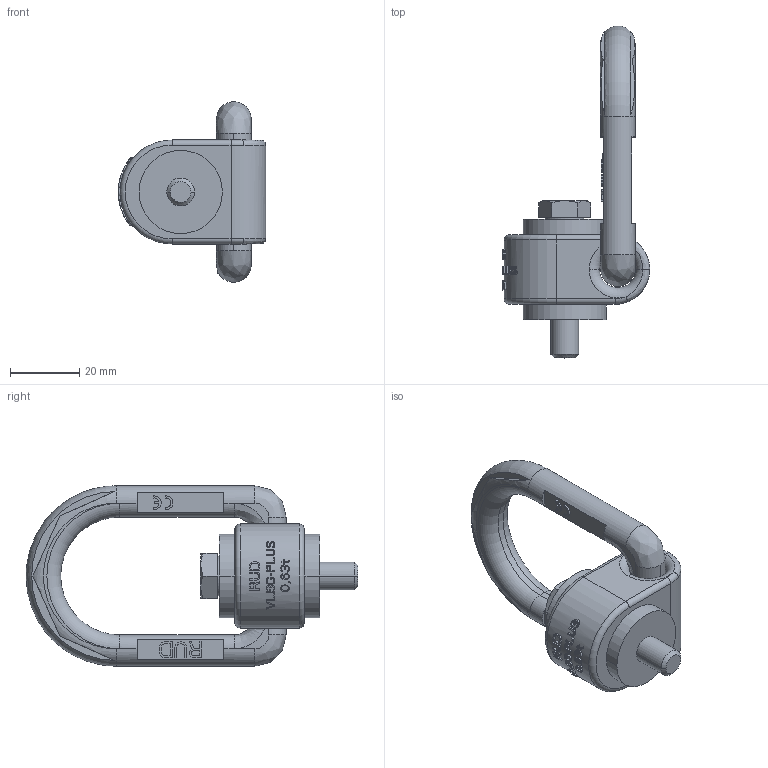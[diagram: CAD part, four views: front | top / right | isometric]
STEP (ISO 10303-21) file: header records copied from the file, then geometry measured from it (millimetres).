
FILE_DESCRIPTION((''),'2;1');
FILE_NAME('001-M35328-P-1_ASM','2019-02-06T',('anja.joas'),(''),'PRO/ENGINEER BY PARAMETRIC TECHNOLOGY CORPORATION, 2011490','PRO/ENGINEER BY PARAMETRIC TECHNOLOGY CORPORATION, 2011490','');
FILE_SCHEMA(('CONFIG_CONTROL_DESIGN'));
Length unit declared in the file: millimetre
Products named in the file (4): 001-M35328-P-1; 001-M35328-P-3; 001-M34892-P-1; 001-M35328-P-1_ASM
Assembly tree (3 placements, depth 2):
  001-M35328-P-1_ASM
    001-M35328-P-1
    001-M35328-P-3
    001-M34892-P-1
Bounding box: 42.5 x 95.7 x 52 mm (x, y, z)
Volume: 38660.8 mm3; surface area: 15247 mm2
Topology: 3 solids, 3 shells, 878 faces, 2435 edges, 1608 vertices
Faces by surface type: plane 785, cylinder 60, torus 15, bspline 10, cone 8
Entity records: 28643 total; most frequent: CARTESIAN_POINT 7196, ORIENTED_EDGE 4870, DIRECTION 3781, EDGE_CURVE 2435, VERTEX_POINT 1608, VECTOR 1455, LINE 1455, AXIS2_PLACEMENT_3D 1163
